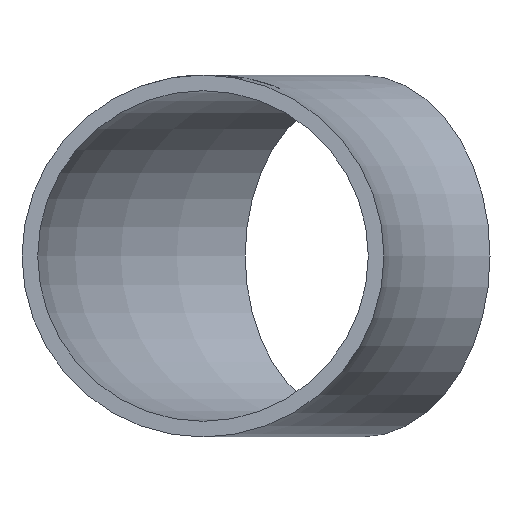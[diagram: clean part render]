
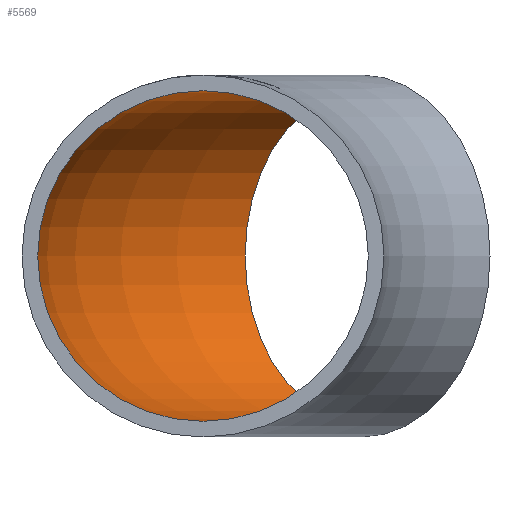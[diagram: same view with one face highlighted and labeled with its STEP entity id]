
A CAD part, front view. The second image highlights one B-rep face of the part: STEP entity #5569.
In plain terms, the highlighted toroidal (fillet/blend) face has major radius 57.15 mm and minor radius 17.399 mm.
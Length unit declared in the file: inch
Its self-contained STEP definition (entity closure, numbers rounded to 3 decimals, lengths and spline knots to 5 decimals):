
#15=CIRCLE('',#5744,0.685);
#16=CIRCLE('',#5745,0.685);
#48=FACE_BOUND('',#1545,.T.);
#1203=FACE_OUTER_BOUND('',#1544,.T.);
#1544=EDGE_LOOP('',(#5196));
#1545=EDGE_LOOP('',(#5197));
#2673=VERTEX_POINT('',#12596);
#2674=VERTEX_POINT('',#12598);
#3517=EDGE_CURVE('',#2673,#2673,#15,.T.);
#3518=EDGE_CURVE('',#2674,#2674,#16,.T.);
#5196=ORIENTED_EDGE('',*,*,#3517,.F.);
#5197=ORIENTED_EDGE('',*,*,#3518,.F.);
#5236=TOROIDAL_SURFACE('',#5743,2.25,0.685);
#5569=ADVANCED_FACE('',(#1203,#48),#5236,.F.);
#5743=AXIS2_PLACEMENT_3D('',#12595,#6365,#6366);
#5744=AXIS2_PLACEMENT_3D('',#12597,#6367,#6368);
#5745=AXIS2_PLACEMENT_3D('',#12599,#6369,#6370);
#6365=DIRECTION('center_axis',(0.,0.,-1.));
#6366=DIRECTION('ref_axis',(-1.,0.,0.));
#6367=DIRECTION('center_axis',(-0.707,-0.707,0.));
#6368=DIRECTION('ref_axis',(-0.707,0.707,0.));
#6369=DIRECTION('center_axis',(0.,1.,0.));
#6370=DIRECTION('ref_axis',(-1.,0.,0.));
#12595=CARTESIAN_POINT('Origin',(2.25,0.,0.));
#12596=CARTESIAN_POINT('',(0.17464,2.07536,0.));
#12597=CARTESIAN_POINT('Origin',(0.65901,1.59099,0.));
#12598=CARTESIAN_POINT('',(-0.685,0.,0.));
#12599=CARTESIAN_POINT('Origin',(0.,0.,0.));
